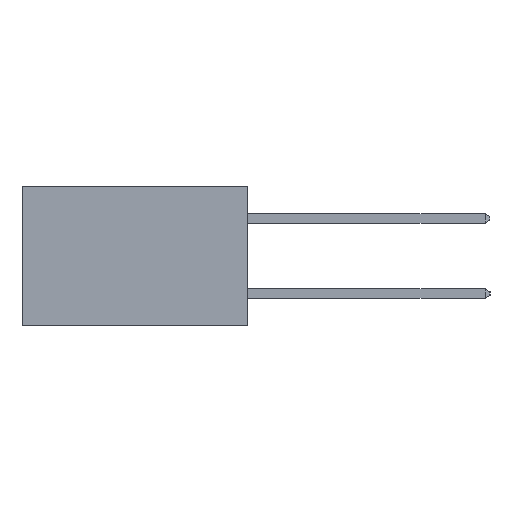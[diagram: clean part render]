
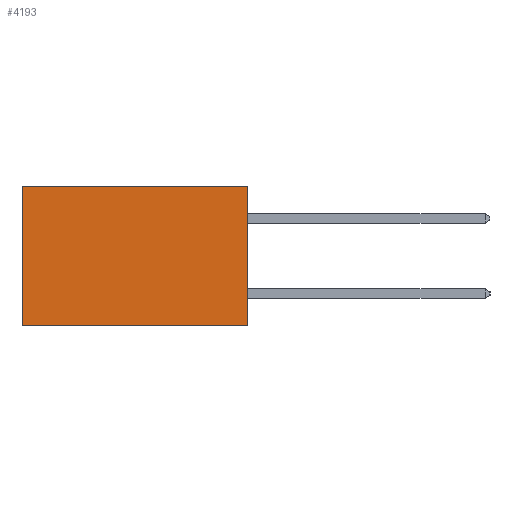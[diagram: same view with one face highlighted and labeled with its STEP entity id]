
A CAD part, left-side view. The second image highlights one B-rep face of the part: STEP entity #4193.
In plain terms, the highlighted planar face has unit normal (-1, 0, 0).
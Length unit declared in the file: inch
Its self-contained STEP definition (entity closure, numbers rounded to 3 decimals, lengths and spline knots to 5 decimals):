
#77 = ORIENTED_EDGE ( 'NONE', *, *, #3226, .T. ) ;
#531 = LINE ( 'NONE', #12214, #11380 ) ;
#1095 = CARTESIAN_POINT ( 'NONE',  ( 0.2615, 0., -0.37 ) ) ;
#2318 = VECTOR ( 'NONE', #13246, 39.37008 ) ;
#3226 = EDGE_CURVE ( 'NONE', #12190, #10508, #7119, .T. ) ;
#3333 = ORIENTED_EDGE ( 'NONE', *, *, #12192, .T. ) ;
#4193 = ADVANCED_FACE ( 'NONE', ( #9837 ), #4827, .F. ) ;
#4306 = VECTOR ( 'NONE', #9486, 39.37008 ) ;
#4525 = DIRECTION ( 'NONE',  ( 0., 0., -1. ) ) ;
#4717 = DIRECTION ( 'NONE',  ( 1., 0., 0. ) ) ;
#4785 = CARTESIAN_POINT ( 'NONE',  ( 0.2615, 0., -0.37 ) ) ;
#4827 = PLANE ( 'NONE',  #8356 ) ;
#4992 = VERTEX_POINT ( 'NONE', #10537 ) ;
#5210 = LINE ( 'NONE', #13288, #2318 ) ;
#5442 = DIRECTION ( 'NONE',  ( 0., 0., -1. ) ) ;
#5841 = CARTESIAN_POINT ( 'NONE',  ( 0.2615, 0., -0.37 ) ) ;
#6712 = EDGE_LOOP ( 'NONE', ( #77, #7679, #7651, #3333 ) ) ;
#7119 = LINE ( 'NONE', #9926, #4306 ) ;
#7316 = EDGE_CURVE ( 'NONE', #4992, #11143, #13411, .T. ) ;
#7564 = EDGE_CURVE ( 'NONE', #11143, #10508, #5210, .T. ) ;
#7651 = ORIENTED_EDGE ( 'NONE', *, *, #7316, .F. ) ;
#7679 = ORIENTED_EDGE ( 'NONE', *, *, #7564, .F. ) ;
#8356 = AXIS2_PLACEMENT_3D ( 'NONE', #4785, #4717, #4525 ) ;
#8475 = VECTOR ( 'NONE', #5442, 39.37008 ) ;
#8624 = CARTESIAN_POINT ( 'NONE',  ( 0.2615, 0.6, -0.37 ) ) ;
#9486 = DIRECTION ( 'NONE',  ( 0., 0., -1. ) ) ;
#9837 = FACE_OUTER_BOUND ( 'NONE', #6712, .T. ) ;
#9926 = CARTESIAN_POINT ( 'NONE',  ( 0.2615, 0.6, -0.37 ) ) ;
#10508 = VERTEX_POINT ( 'NONE', #8624 ) ;
#10537 = CARTESIAN_POINT ( 'NONE',  ( 0.2615, 0., 0. ) ) ;
#10779 = CARTESIAN_POINT ( 'NONE',  ( 0.2615, 0.6, 0. ) ) ;
#11143 = VERTEX_POINT ( 'NONE', #1095 ) ;
#11380 = VECTOR ( 'NONE', #12118, 39.37008 ) ;
#12118 = DIRECTION ( 'NONE',  ( 0., 1., 0. ) ) ;
#12190 = VERTEX_POINT ( 'NONE', #10779 ) ;
#12192 = EDGE_CURVE ( 'NONE', #4992, #12190, #531, .T. ) ;
#12214 = CARTESIAN_POINT ( 'NONE',  ( 0.2615, 0., 0. ) ) ;
#13246 = DIRECTION ( 'NONE',  ( 0., 1., 0. ) ) ;
#13288 = CARTESIAN_POINT ( 'NONE',  ( 0.2615, 0., -0.37 ) ) ;
#13411 = LINE ( 'NONE', #5841, #8475 ) ;
